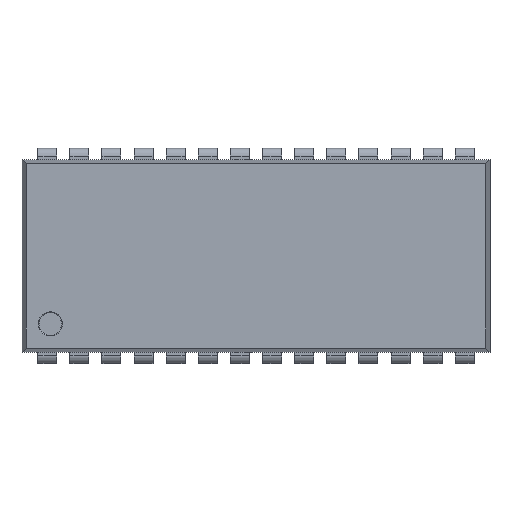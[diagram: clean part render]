
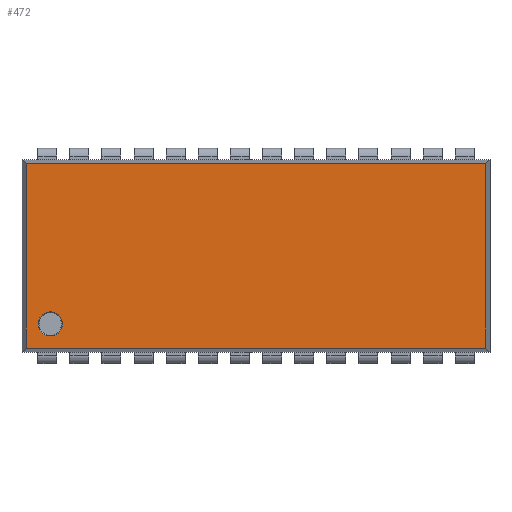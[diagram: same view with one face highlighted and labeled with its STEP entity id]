
A CAD part, top view. The second image highlights one B-rep face of the part: STEP entity #472.
In plain terms, the highlighted planar face has unit normal (0, 0, 1).
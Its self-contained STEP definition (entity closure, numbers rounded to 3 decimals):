
#472=ADVANCED_FACE('',(#1072,#1074),#1076,.T.);
#1072=FACE_BOUND('',#1073,.T.);
#1073=EDGE_LOOP('',(#1524,#1525,#1526,#1527));
#1074=FACE_BOUND('',#1075,.T.);
#1075=EDGE_LOOP('',(#1528));
#1076=PLANE('',#1077);
#1077=AXIS2_PLACEMENT_3D('',#1078,#1079,#1080);
#1078=CARTESIAN_POINT('',(0.,0.,3.5));
#1079=DIRECTION('',(0.,0.,1.));
#1080=DIRECTION('',(1.,0.,0.));
#1524=ORIENTED_EDGE('',*,*,#1864,.T.);
#1525=ORIENTED_EDGE('',*,*,#1865,.T.);
#1526=ORIENTED_EDGE('',*,*,#1866,.T.);
#1527=ORIENTED_EDGE('',*,*,#1867,.T.);
#1528=ORIENTED_EDGE('',*,*,#1868,.T.);
#1864=EDGE_CURVE('',#2090,#2091,#2092,.T.);
#1865=EDGE_CURVE('',#2091,#2093,#2094,.T.);
#1866=EDGE_CURVE('',#2093,#2095,#2096,.T.);
#1867=EDGE_CURVE('',#2095,#2090,#2097,.T.);
#1868=EDGE_CURVE('',#2098,#2098,#2099,.F.);
#2090=VERTEX_POINT('',#2670);
#2091=VERTEX_POINT('',#2671);
#2092=LINE('',#2672,#2673);
#2093=VERTEX_POINT('',#2675);
#2094=LINE('',#2676,#2677);
#2095=VERTEX_POINT('',#2679);
#2096=LINE('',#2680,#2681);
#2097=LINE('',#2683,#2684);
#2098=VERTEX_POINT('',#2686);
#2099=CIRCLE('',#2687,0.476);
#2670=CARTESIAN_POINT('',(9.081,3.641,3.5));
#2671=CARTESIAN_POINT('',(-9.081,3.641,3.5));
#2672=CARTESIAN_POINT('',(9.081,3.641,3.5));
#2673=VECTOR('',#2674,1.);
#2674=DIRECTION('',(-1.,0.,0.));
#2675=CARTESIAN_POINT('',(-9.081,-3.641,3.5));
#2676=CARTESIAN_POINT('',(-9.081,3.641,3.5));
#2677=VECTOR('',#2678,1.);
#2678=DIRECTION('',(0.,-1.,0.));
#2679=CARTESIAN_POINT('',(9.081,-3.641,3.5));
#2680=CARTESIAN_POINT('',(-9.081,-3.641,3.5));
#2681=VECTOR('',#2682,1.);
#2682=DIRECTION('',(1.,0.,0.));
#2683=CARTESIAN_POINT('',(9.081,-3.641,3.5));
#2684=VECTOR('',#2685,1.);
#2685=DIRECTION('',(0.,1.,0.));
#2686=CARTESIAN_POINT('',(-7.653,-2.689,3.5));
#2687=AXIS2_PLACEMENT_3D('',#2688,#2689,#2690);
#2688=CARTESIAN_POINT('',(-8.129,-2.689,3.5));
#2689=DIRECTION('',(0.,0.,1.));
#2690=DIRECTION('',(1.,0.,0.));
